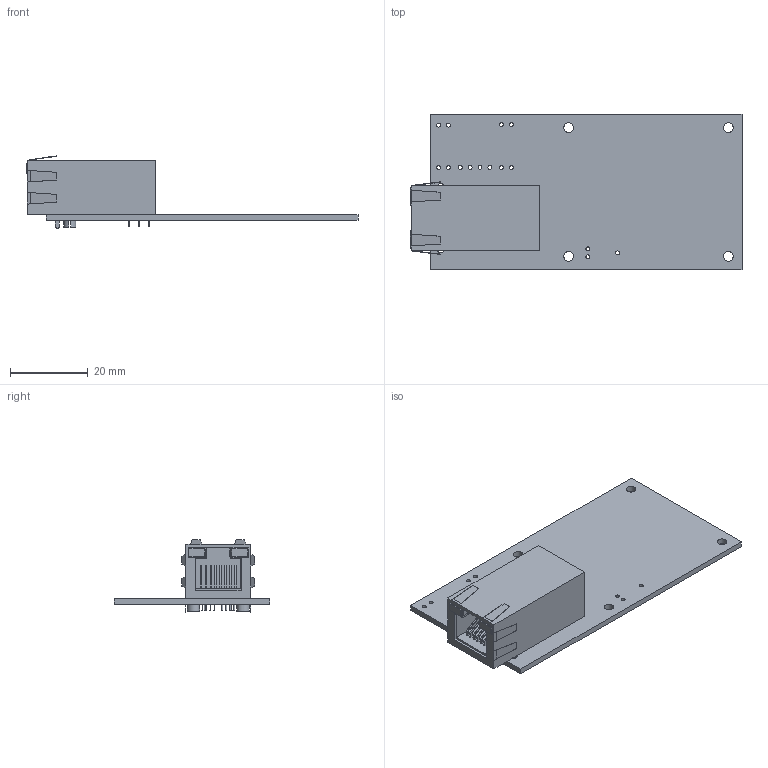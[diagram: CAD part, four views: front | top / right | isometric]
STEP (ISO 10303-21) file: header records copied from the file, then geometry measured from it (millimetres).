
FILE_DESCRIPTION(('KiCad electronic assembly'),'2;1');
FILE_NAME('xmos_avb_brd_V4.step','2025-10-14T10:00:30',('Pcbnew'),( 'Kicad'),'Open CASCADE STEP processor 7.9','KiCad to STEP converter' ,'Unknown');
FILE_SCHEMA(('AUTOMOTIVE_DESIGN { 1 0 10303 214 1 1 1 1 }'));
Length unit declared in the file: millimetre
Products named in the file (3): xmos_avb_brd_V4 1; RJ45_Pulse_JK0654219NL_Horizontal; xmos_avb_brd_V4_PCB
Assembly tree (2 placements, depth 2):
  xmos_avb_brd_V4 1
    RJ45_Pulse_JK0654219NL_Horizontal
    xmos_avb_brd_V4_PCB
Bounding box: 85.19 x 40 x 18.54 mm (x, y, z)
Volume: 11375.5 mm3; surface area: 10476 mm2
Topology: 2 solids, 2 shells, 234 faces, 603 edges, 406 vertices
Faces by surface type: plane 169, cylinder 65
Full cylindrical faces by diameter (mm): 0.3 x16, 0.9 x20, 1 x3, 1.016 x12, 1.65 x2, 2.5 x4, 3.3 x2
Entity records: 8717 total; most frequent: CARTESIAN_POINT 1246, DIRECTION 1207, ORIENTED_EDGE 1206, EDGE_CURVE 603, LINE 473, VECTOR 473, VERTEX_POINT 406, FACE_BOUND 369
